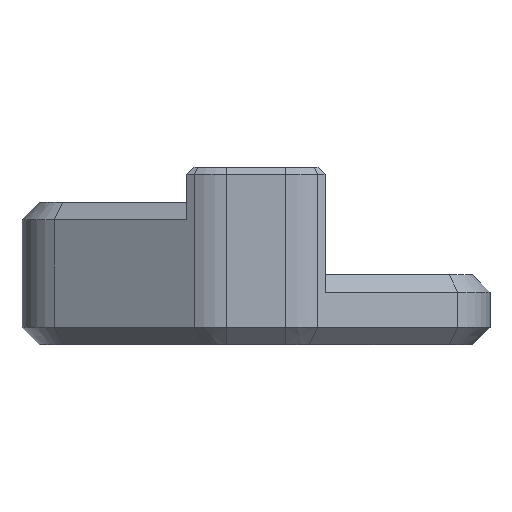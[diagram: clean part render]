
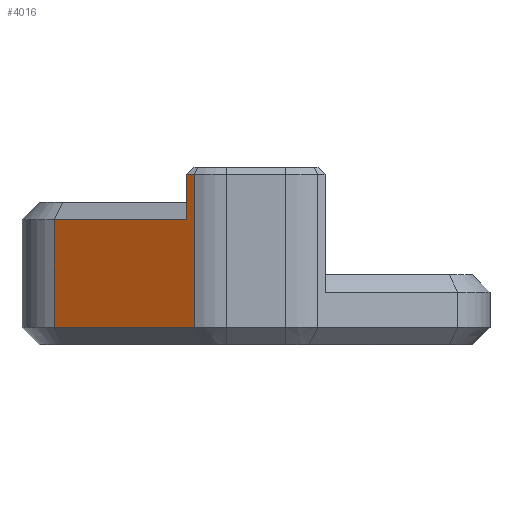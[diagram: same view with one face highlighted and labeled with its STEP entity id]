
A CAD part, left-side view. The second image highlights one B-rep face of the part: STEP entity #4016.
In plain terms, the highlighted planar face has unit normal (-0.866, 0.5, 0).
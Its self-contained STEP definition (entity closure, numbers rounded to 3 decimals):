
#175 = CARTESIAN_POINT ( 'NONE',  ( -15.632, 2.638, 4.025 ) ) ;
#304 = VERTEX_POINT ( 'NONE', #872 ) ;
#437 = DIRECTION ( 'NONE',  ( 0.5, 0.866, 0. ) ) ;
#501 = CARTESIAN_POINT ( 'NONE',  ( -15.632, 2.638, 0.75 ) ) ;
#872 = CARTESIAN_POINT ( 'NONE',  ( -12.175, 8.625, 0.75 ) ) ;
#1641 = CARTESIAN_POINT ( 'NONE',  ( -15.452, 2.95, 7.3 ) ) ;
#1729 = EDGE_CURVE ( 'NONE', #5669, #6140, #5498, .T. ) ;
#2027 = VECTOR ( 'NONE', #2592, 1000. ) ;
#2031 = LINE ( 'NONE', #9177, #6908 ) ;
#2197 = ORIENTED_EDGE ( 'NONE', *, *, #9010, .F. ) ;
#2217 = VERTEX_POINT ( 'NONE', #8046 ) ;
#2232 = VECTOR ( 'NONE', #8120, 1000. ) ;
#2592 = DIRECTION ( 'NONE',  ( 0.5, 0.866, 0. ) ) ;
#3332 = CARTESIAN_POINT ( 'NONE',  ( -12.175, 8.625, 3.05 ) ) ;
#3385 = DIRECTION ( 'NONE',  ( 0., 0., -1. ) ) ;
#3442 = LINE ( 'NONE', #3332, #10111 ) ;
#3646 = CARTESIAN_POINT ( 'NONE',  ( -12.17, 8.634, 0.74 ) ) ;
#3761 = ORIENTED_EDGE ( 'NONE', *, *, #4730, .F. ) ;
#4015 = LINE ( 'NONE', #10446, #2027 ) ;
#4016 = ADVANCED_FACE ( 'NONE', ( #9299 ), #8397, .T. ) ;
#4030 = VERTEX_POINT ( 'NONE', #501 ) ;
#4199 = ORIENTED_EDGE ( 'NONE', *, *, #6581, .T. ) ;
#4668 = VERTEX_POINT ( 'NONE', #6434 ) ;
#4730 = EDGE_CURVE ( 'NONE', #304, #2217, #3442, .T. ) ;
#5442 = AXIS2_PLACEMENT_3D ( 'NONE', #3646, #7546, #6864 ) ;
#5498 = LINE ( 'NONE', #8725, #7159 ) ;
#5669 = VERTEX_POINT ( 'NONE', #1641 ) ;
#6140 = VERTEX_POINT ( 'NONE', #10456 ) ;
#6434 = CARTESIAN_POINT ( 'NONE',  ( -15.632, 2.638, 7.3 ) ) ;
#6478 = LINE ( 'NONE', #175, #2232 ) ;
#6581 = EDGE_CURVE ( 'NONE', #4030, #4668, #6478, .T. ) ;
#6750 = DIRECTION ( 'NONE',  ( 0.5, 0.866, 0. ) ) ;
#6864 = DIRECTION ( 'NONE',  ( -0.5, -0.866, 0. ) ) ;
#6908 = VECTOR ( 'NONE', #437, 1000. ) ;
#7159 = VECTOR ( 'NONE', #3385, 1000. ) ;
#7481 = ORIENTED_EDGE ( 'NONE', *, *, #9506, .T. ) ;
#7546 = DIRECTION ( 'NONE',  ( -0.866, 0.5, 0. ) ) ;
#7984 = EDGE_LOOP ( 'NONE', ( #2197, #4199, #7481, #8252, #8450, #3761 ) ) ;
#8046 = CARTESIAN_POINT ( 'NONE',  ( -12.175, 8.625, 5.35 ) ) ;
#8120 = DIRECTION ( 'NONE',  ( 0., 0., 1. ) ) ;
#8252 = ORIENTED_EDGE ( 'NONE', *, *, #1729, .T. ) ;
#8339 = EDGE_CURVE ( 'NONE', #6140, #2217, #2031, .T. ) ;
#8397 = PLANE ( 'NONE',  #5442 ) ;
#8450 = ORIENTED_EDGE ( 'NONE', *, *, #8339, .T. ) ;
#8500 = LINE ( 'NONE', #9857, #9438 ) ;
#8725 = CARTESIAN_POINT ( 'NONE',  ( -15.452, 2.95, 4.025 ) ) ;
#9010 = EDGE_CURVE ( 'NONE', #4030, #304, #4015, .T. ) ;
#9177 = CARTESIAN_POINT ( 'NONE',  ( -13.903, 5.632, 5.35 ) ) ;
#9299 = FACE_OUTER_BOUND ( 'NONE', #7984, .T. ) ;
#9438 = VECTOR ( 'NONE', #6750, 1000. ) ;
#9506 = EDGE_CURVE ( 'NONE', #4668, #5669, #8500, .T. ) ;
#9857 = CARTESIAN_POINT ( 'NONE',  ( -13.903, 5.632, 7.3 ) ) ;
#9916 = DIRECTION ( 'NONE',  ( 0., 0., 1. ) ) ;
#10111 = VECTOR ( 'NONE', #9916, 1000. ) ;
#10446 = CARTESIAN_POINT ( 'NONE',  ( -15.632, 2.638, 0.75 ) ) ;
#10456 = CARTESIAN_POINT ( 'NONE',  ( -15.452, 2.95, 5.35 ) ) ;
